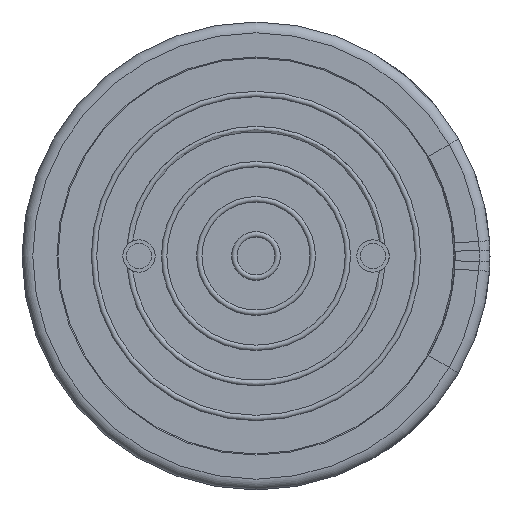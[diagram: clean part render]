
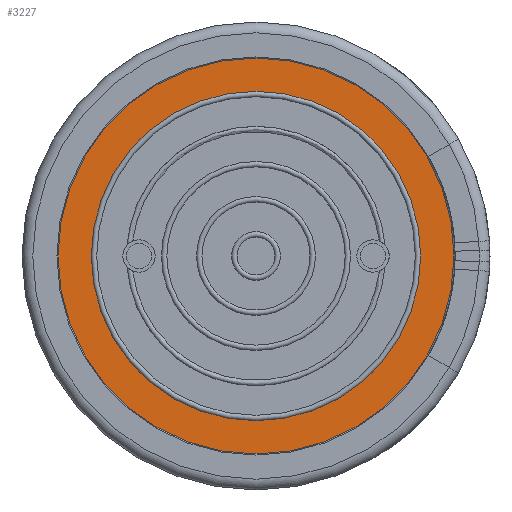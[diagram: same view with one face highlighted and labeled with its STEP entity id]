
A CAD part, front view. The second image highlights one B-rep face of the part: STEP entity #3227.
In plain terms, the highlighted planar face has unit normal (0, -1, 0).
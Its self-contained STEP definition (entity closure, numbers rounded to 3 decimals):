
#71=FACE_BOUND('',#502,.T.);
#225=PLANE('',#3598);
#349=FACE_OUTER_BOUND('',#501,.T.);
#501=EDGE_LOOP('',(#2883,#2884));
#502=EDGE_LOOP('',(#2885,#2886));
#982=CIRCLE('',#3527,5.5);
#983=CIRCLE('',#3528,5.5);
#1024=CIRCLE('',#3580,4.575);
#1025=CIRCLE('',#3581,4.575);
#1392=VERTEX_POINT('',#6273);
#1393=VERTEX_POINT('',#6275);
#1428=VERTEX_POINT('',#6373);
#1429=VERTEX_POINT('',#6374);
#1864=EDGE_CURVE('',#1392,#1393,#982,.T.);
#1865=EDGE_CURVE('',#1393,#1392,#983,.T.);
#1916=EDGE_CURVE('',#1428,#1429,#1024,.T.);
#1917=EDGE_CURVE('',#1429,#1428,#1025,.T.);
#2883=ORIENTED_EDGE('',*,*,#1865,.F.);
#2884=ORIENTED_EDGE('',*,*,#1864,.F.);
#2885=ORIENTED_EDGE('',*,*,#1916,.T.);
#2886=ORIENTED_EDGE('',*,*,#1917,.T.);
#3227=ADVANCED_FACE('',(#349,#71),#225,.T.);
#3527=AXIS2_PLACEMENT_3D('',#6276,#4278,#4279);
#3528=AXIS2_PLACEMENT_3D('',#6277,#4280,#4281);
#3580=AXIS2_PLACEMENT_3D('',#6375,#4394,#4395);
#3581=AXIS2_PLACEMENT_3D('',#6376,#4396,#4397);
#3598=AXIS2_PLACEMENT_3D('',#6406,#4433,#4434);
#4278=DIRECTION('center_axis',(0.,1.,0.));
#4279=DIRECTION('ref_axis',(1.,0.,0.));
#4280=DIRECTION('center_axis',(0.,1.,0.));
#4281=DIRECTION('ref_axis',(1.,0.,0.));
#4394=DIRECTION('center_axis',(0.,1.,0.));
#4395=DIRECTION('ref_axis',(-1.,0.,0.));
#4396=DIRECTION('center_axis',(0.,1.,0.));
#4397=DIRECTION('ref_axis',(-1.,0.,0.));
#4433=DIRECTION('center_axis',(0.,-1.,0.));
#4434=DIRECTION('ref_axis',(0.,0.,-1.));
#6273=CARTESIAN_POINT('',(-5.5,0.1,0.));
#6275=CARTESIAN_POINT('',(5.5,0.1,0.));
#6276=CARTESIAN_POINT('Origin',(0.,0.1,0.));
#6277=CARTESIAN_POINT('Origin',(0.,0.1,0.));
#6373=CARTESIAN_POINT('',(-4.575,0.1,0.));
#6374=CARTESIAN_POINT('',(4.575,0.1,0.));
#6375=CARTESIAN_POINT('Origin',(0.,0.1,0.));
#6376=CARTESIAN_POINT('Origin',(0.,0.1,0.));
#6406=CARTESIAN_POINT('Origin',(0.,0.1,0.));
